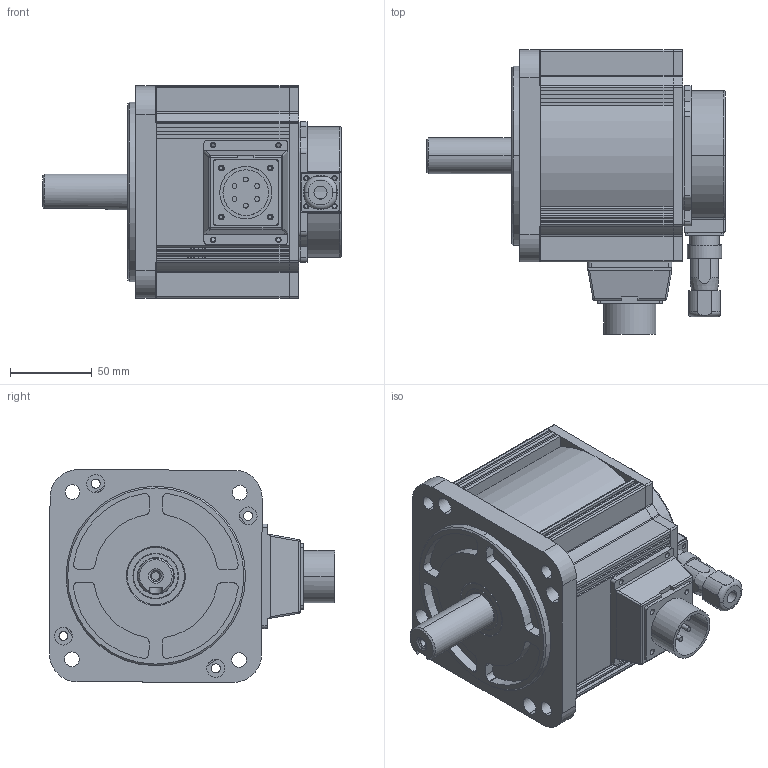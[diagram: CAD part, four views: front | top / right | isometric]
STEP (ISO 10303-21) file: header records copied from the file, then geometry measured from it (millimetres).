
FILE_DESCRIPTION (( 'STEP AP203' ), '1' );
FILE_NAME ('MS5H-130-05415棠晤蚾饜极.STEP', '2020-03-03T04:57:18', ( '' ), ( '' ), 'SwSTEP 2.0', 'SolidWorks 2016', '' );
FILE_SCHEMA (( 'CONFIG_CONTROL_DESIGN' ));
Length unit declared in the file: millimetre
Products named in the file (1): MS5H-130-05415棠晤蚾饜极
Bounding box: 183 x 174.73 x 130.35 mm (x, y, z)
Surface area: 156715.4 mm2 (no closed solid volume)
Topology: 0 solids, 73 shells, 1438 faces, 4931 edges, 3551 vertices
Faces by surface type: cylinder 789, plane 619, cone 14, torus 11, sphere 4, bspline 1
Entity records: 54427 total; most frequent: CARTESIAN_POINT 10805, DIRECTION 9778, ORIENTED_EDGE 7820, EDGE_CURVE 4931, VERTEX_POINT 3551, AXIS2_PLACEMENT_3D 3440, LINE 2898, VECTOR 2898
